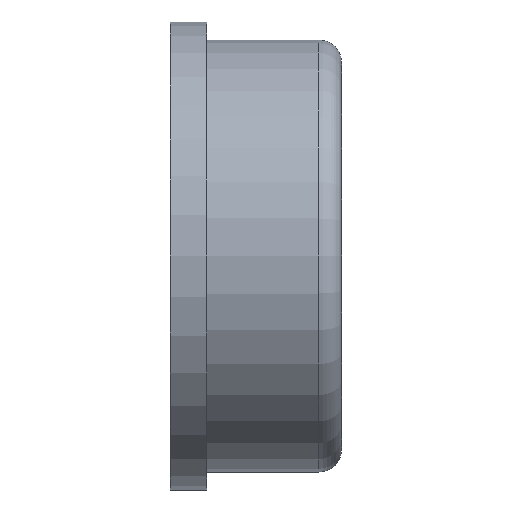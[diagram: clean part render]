
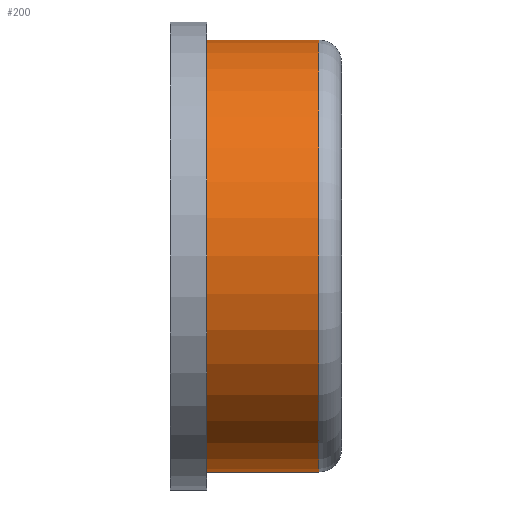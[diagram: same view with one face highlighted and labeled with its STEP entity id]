
A CAD part, front view. The second image highlights one B-rep face of the part: STEP entity #200.
In plain terms, the highlighted cylindrical face has radius 12 mm (diameter 24 mm), a full revolution.
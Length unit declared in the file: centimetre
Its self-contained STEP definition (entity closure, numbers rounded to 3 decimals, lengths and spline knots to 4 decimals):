
#31=FACE_BOUND('',#70,.T.);
#49=FACE_OUTER_BOUND('',#69,.T.);
#69=EDGE_LOOP('',(#159));
#70=EDGE_LOOP('',(#160));
#103=CIRCLE('',#222,1.2);
#104=CIRCLE('',#224,1.2);
#121=VERTEX_POINT('',#335);
#122=VERTEX_POINT('',#338);
#139=EDGE_CURVE('',#121,#121,#103,.T.);
#140=EDGE_CURVE('',#122,#122,#104,.T.);
#159=ORIENTED_EDGE('',*,*,#139,.T.);
#160=ORIENTED_EDGE('',*,*,#140,.T.);
#192=CYLINDRICAL_SURFACE('',#223,1.2);
#200=ADVANCED_FACE('',(#49,#31),#192,.T.);
#222=AXIS2_PLACEMENT_3D('',#336,#264,#265);
#223=AXIS2_PLACEMENT_3D('',#337,#266,#267);
#224=AXIS2_PLACEMENT_3D('',#339,#268,#269);
#264=DIRECTION('center_axis',(1.,0.,0.));
#265=DIRECTION('ref_axis',(0.,-1.,0.));
#266=DIRECTION('center_axis',(1.,0.,0.));
#267=DIRECTION('ref_axis',(0.,1.,0.));
#268=DIRECTION('center_axis',(-1.,0.,0.));
#269=DIRECTION('ref_axis',(0.,1.,0.));
#335=CARTESIAN_POINT('',(0.2,-1.2,0.));
#336=CARTESIAN_POINT('Origin',(0.2,0.,0.));
#337=CARTESIAN_POINT('Origin',(0.1688,0.,0.));
#338=CARTESIAN_POINT('',(0.825,0.,-1.2));
#339=CARTESIAN_POINT('Origin',(0.825,0.,0.));
